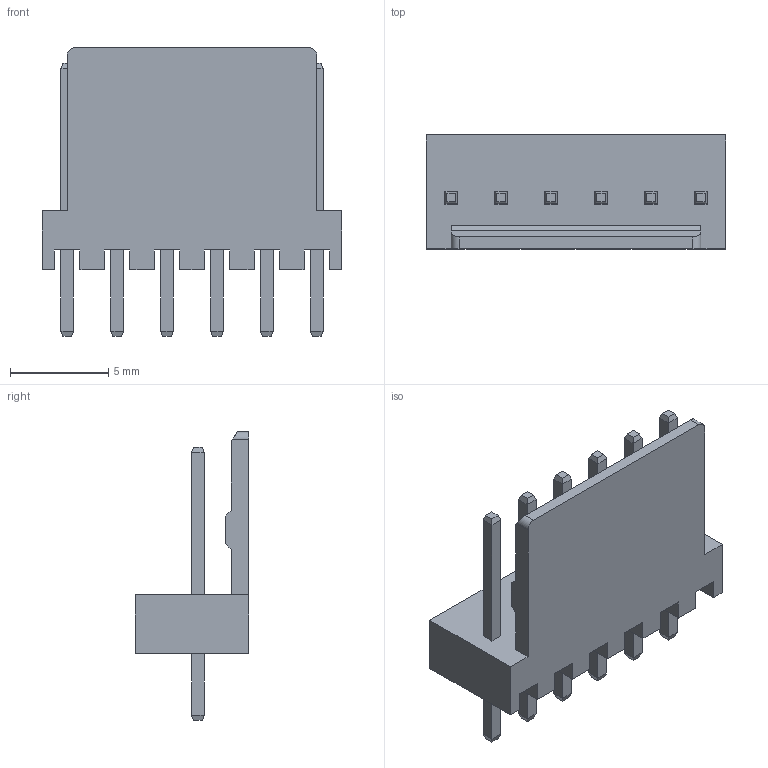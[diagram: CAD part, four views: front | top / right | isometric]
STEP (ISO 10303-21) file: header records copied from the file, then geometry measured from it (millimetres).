
FILE_DESCRIPTION(('STEP AP214'), '1');
FILE_NAME('WF', '', ('UNSPECIFIED'), ('UNSPECIFIED'), 'ASCON STEP Converter 1.6', 'ASCON Math Kernel', '');
FILE_SCHEMA(('AUTOMOTIVE_DESIGN { 1 0 10303 214 3 1 1}'));
Length unit declared in the file: millimetre
Bounding box: 15.24 x 5.8 x 14.7 mm (x, y, z)
Volume: 349.1 mm3; surface area: 824.4 mm2
Topology: 7 solids, 7 shells, 149 faces, 357 edges, 222 vertices
Faces by surface type: plane 147, cylinder 2
Entity records: 5461 total; most frequent: CARTESIAN_POINT 735, ORIENTED_EDGE 714, DIRECTION 657, EDGE_CURVE 357, LINE 353, VECTOR 353, VERTEX_POINT 222, FACE_BOUND 161
